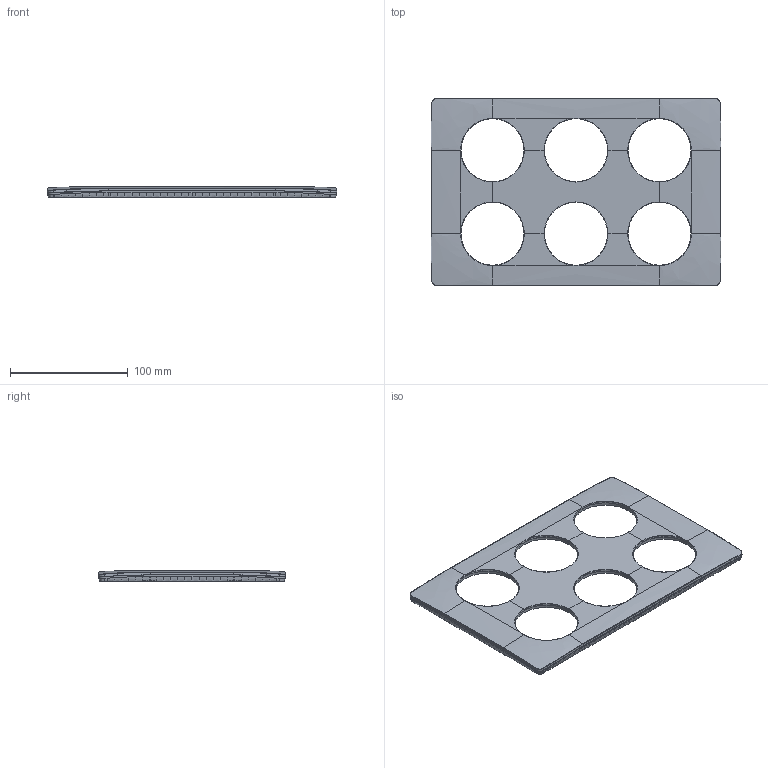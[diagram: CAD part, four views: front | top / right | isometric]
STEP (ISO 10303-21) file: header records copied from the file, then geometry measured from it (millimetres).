
FILE_DESCRIPTION(('CATIA V5 STEP Exchange','CAx-IF Rec.Pracs.--- Model Styling and Organization---1.5--- 2016-08-15','CAx-IF Rec.Pracs.---Supplemental Geometry---1.0---2011-11-01','CAx-IF Rec.Pracs.--- Composite Materials ---1.1---2010-07-15'),'2;1');
FILE_NAME('CP0010.stp','2023-07-19T08:59:08+00:00',('none'),('none'),'CATIA Version 5-6 Release 2020 SP3','CATIA V5 STEP AP214 v2','none');
FILE_SCHEMA(('AUTOMOTIVE_DESIGN { 1 0 10303 214 1 1 1 1 }'));
Products named in the file (1): ED09014 peau
Bounding box: 246 x 159 x 8.7 mm (x, y, z)
Surface area: 66091.4 mm2 (no closed solid volume)
Topology: 0 solids, 1 shells, 389 faces, 1059 edges, 673 vertices
Faces by surface type: bspline 294, cone 36, plane 27, torus 16, extrusion 8, cylinder 8
Entity records: 37713 total; most frequent: CARTESIAN_POINT 30600, ORIENTED_EDGE 2118, EDGE_CURVE 1059, B_SPLINE_CURVE_WITH_KNOTS 882, VERTEX_POINT 673, EDGE_LOOP 402, ADVANCED_FACE 389, FACE_OUTER_BOUND 389
